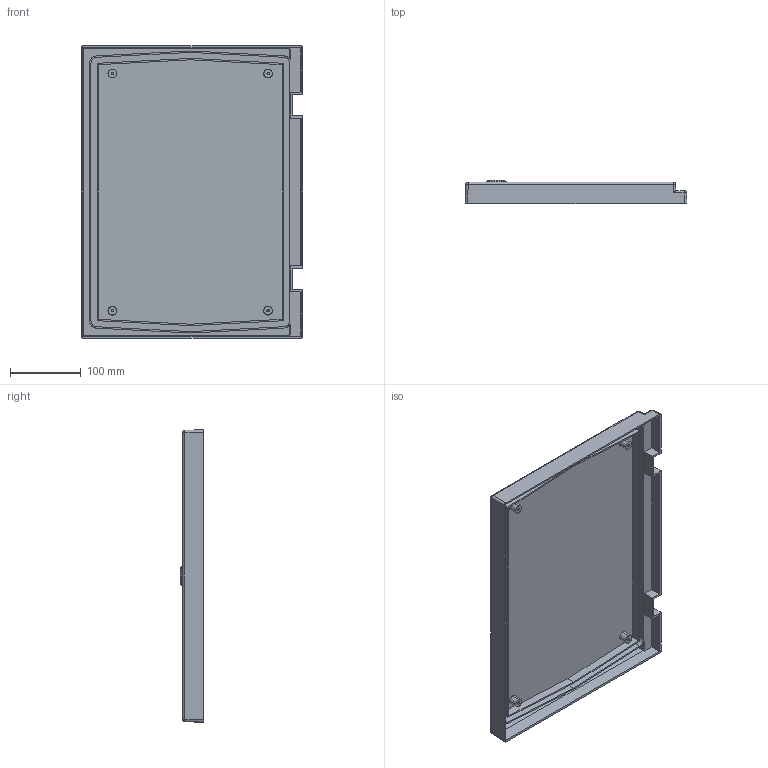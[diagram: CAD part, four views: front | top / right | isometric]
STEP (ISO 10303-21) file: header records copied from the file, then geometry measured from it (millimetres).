
FILE_DESCRIPTION (( 'STEP AP214' ), '1' );
FILE_NAME ('Fibox_CAB_P_43C.STEP', '2016-07-22T05:43:16', ( '' ), ( '' ), 'SwSTEP 2.0', 'SolidWorks 2015', '' );
FILE_SCHEMA (( 'AUTOMOTIVE_DESIGN' ));
Length unit declared in the file: millimetre
Products named in the file (1): Fibox_CAB_P_43C
Bounding box: 313.4 x 33 x 413.4 mm (x, y, z)
Volume: 484199.2 mm3; surface area: 390927.5 mm2
Topology: 1 solids, 1 shells, 119 faces, 296 edges, 186 vertices
Faces by surface type: plane 70, cone 18, cylinder 17, bspline 8, sphere 6
Entity records: 3873 total; most frequent: CARTESIAN_POINT 1073, ORIENTED_EDGE 580, DIRECTION 547, EDGE_CURVE 290, VECTOR 203, LINE 203, VERTEX_POINT 186, AXIS2_PLACEMENT_3D 172
